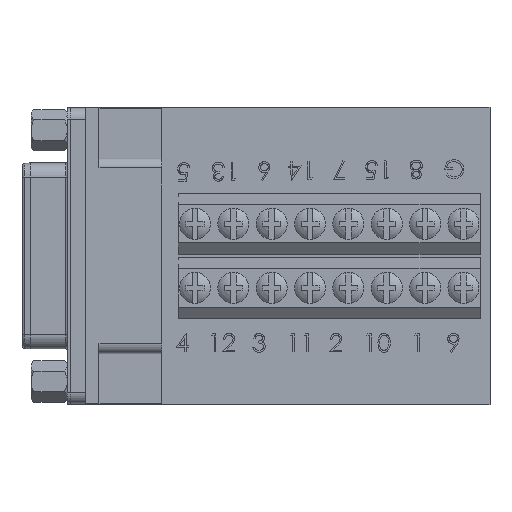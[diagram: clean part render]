
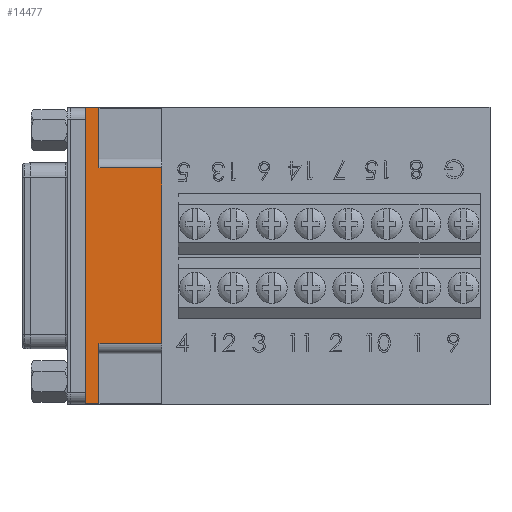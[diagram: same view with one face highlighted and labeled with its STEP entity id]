
A CAD part, top view. The second image highlights one B-rep face of the part: STEP entity #14477.
In plain terms, the highlighted face is planar.
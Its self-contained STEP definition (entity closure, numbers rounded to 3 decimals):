
#260 = DIRECTION ( 'NONE',  ( -1., 0., 0. ) ) ;
#411 = DIRECTION ( 'NONE',  ( 0., 0., -1. ) ) ;
#1165 = ORIENTED_EDGE ( 'NONE', *, *, #17569, .T. ) ;
#1268 = CARTESIAN_POINT ( 'NONE',  ( 0.1, 10.5, -19.6 ) ) ;
#1477 = ORIENTED_EDGE ( 'NONE', *, *, #16353, .T. ) ;
#1531 = CARTESIAN_POINT ( 'NONE',  ( 0.1, 10.5, 19.6 ) ) ;
#2170 = LINE ( 'NONE', #34984, #37529 ) ;
#2768 = LINE ( 'NONE', #20077, #16784 ) ;
#2835 = CARTESIAN_POINT ( 'NONE',  ( 1.9, 10.5, -11.65 ) ) ;
#3228 = CARTESIAN_POINT ( 'NONE',  ( 0.1, 10.5, 19.6 ) ) ;
#3436 = LINE ( 'NONE', #32603, #11792 ) ;
#4083 = EDGE_CURVE ( 'NONE', #21351, #41189, #33475, .T. ) ;
#4172 = ORIENTED_EDGE ( 'NONE', *, *, #27942, .T. ) ;
#6436 = DIRECTION ( 'NONE',  ( -1., 0., 0. ) ) ;
#6598 = CARTESIAN_POINT ( 'NONE',  ( 1.9, 10.5, 11.65 ) ) ;
#7748 = EDGE_CURVE ( 'NONE', #38581, #24743, #33416, .T. ) ;
#8184 = VERTEX_POINT ( 'NONE', #12178 ) ;
#9337 = VECTOR ( 'NONE', #24936, 1000. ) ;
#10210 = EDGE_CURVE ( 'NONE', #14654, #24743, #11697, .T. ) ;
#11308 = CARTESIAN_POINT ( 'NONE',  ( 1.9, 10.5, 19.6 ) ) ;
#11697 = LINE ( 'NONE', #24898, #11855 ) ;
#11792 = VECTOR ( 'NONE', #6436, 1000. ) ;
#11855 = VECTOR ( 'NONE', #38009, 1000. ) ;
#12178 = CARTESIAN_POINT ( 'NONE',  ( 1.9, 10.5, 19.6 ) ) ;
#13337 = ORIENTED_EDGE ( 'NONE', *, *, #4083, .T. ) ;
#14477 = ADVANCED_FACE ( 'NONE', ( #31116 ), #27034, .F. ) ;
#14654 = VERTEX_POINT ( 'NONE', #23125 ) ;
#16237 = VECTOR ( 'NONE', #260, 1000. ) ;
#16353 = EDGE_CURVE ( 'NONE', #14654, #41771, #3436, .T. ) ;
#16784 = VECTOR ( 'NONE', #411, 1000. ) ;
#17058 = DIRECTION ( 'NONE',  ( 1., 0., 0. ) ) ;
#17569 = EDGE_CURVE ( 'NONE', #8184, #38581, #18676, .T. ) ;
#18527 = CARTESIAN_POINT ( 'NONE',  ( 1.9, 10.5, 19.6 ) ) ;
#18676 = LINE ( 'NONE', #11308, #9337 ) ;
#18853 = DIRECTION ( 'NONE',  ( -1., 0., 0. ) ) ;
#19709 = CARTESIAN_POINT ( 'NONE',  ( 0.1, 10.5, -19.6 ) ) ;
#20077 = CARTESIAN_POINT ( 'NONE',  ( 0.1, 10.5, 19.6 ) ) ;
#21351 = VERTEX_POINT ( 'NONE', #21808 ) ;
#21426 = EDGE_CURVE ( 'NONE', #23657, #41189, #2768, .T. ) ;
#21808 = CARTESIAN_POINT ( 'NONE',  ( 1.9, 10.5, -19.6 ) ) ;
#23125 = CARTESIAN_POINT ( 'NONE',  ( 10.2, 10.5, -11.65 ) ) ;
#23657 = VERTEX_POINT ( 'NONE', #3228 ) ;
#24230 = DIRECTION ( 'NONE',  ( 0., -1., 0. ) ) ;
#24233 = ORIENTED_EDGE ( 'NONE', *, *, #21426, .F. ) ;
#24700 = ORIENTED_EDGE ( 'NONE', *, *, #10210, .F. ) ;
#24743 = VERTEX_POINT ( 'NONE', #31079 ) ;
#24898 = CARTESIAN_POINT ( 'NONE',  ( 10.2, 10.5, 12.95 ) ) ;
#24936 = DIRECTION ( 'NONE',  ( 0., 0., -1. ) ) ;
#25470 = ORIENTED_EDGE ( 'NONE', *, *, #7748, .T. ) ;
#27034 = PLANE ( 'NONE',  #33893 ) ;
#27890 = DIRECTION ( 'NONE',  ( 0., 0., -1. ) ) ;
#27942 = EDGE_CURVE ( 'NONE', #41771, #21351, #37475, .T. ) ;
#31079 = CARTESIAN_POINT ( 'NONE',  ( 10.2, 10.5, 11.65 ) ) ;
#31116 = FACE_OUTER_BOUND ( 'NONE', #33409, .T. ) ;
#32603 = CARTESIAN_POINT ( 'NONE',  ( 0.1, 10.5, -11.65 ) ) ;
#33409 = EDGE_LOOP ( 'NONE', ( #24700, #1477, #4172, #13337, #24233, #36273, #1165, #25470 ) ) ;
#33416 = LINE ( 'NONE', #33835, #39860 ) ;
#33475 = LINE ( 'NONE', #19709, #16237 ) ;
#33835 = CARTESIAN_POINT ( 'NONE',  ( 0.1, 10.5, 11.65 ) ) ;
#33893 = AXIS2_PLACEMENT_3D ( 'NONE', #1531, #24230, #27890 ) ;
#34984 = CARTESIAN_POINT ( 'NONE',  ( 0.1, 10.5, 19.6 ) ) ;
#36273 = ORIENTED_EDGE ( 'NONE', *, *, #39543, .F. ) ;
#37475 = LINE ( 'NONE', #18527, #42081 ) ;
#37529 = VECTOR ( 'NONE', #18853, 1000. ) ;
#38009 = DIRECTION ( 'NONE',  ( 0., 0., 1. ) ) ;
#38581 = VERTEX_POINT ( 'NONE', #6598 ) ;
#39543 = EDGE_CURVE ( 'NONE', #8184, #23657, #2170, .T. ) ;
#39860 = VECTOR ( 'NONE', #17058, 1000. ) ;
#41189 = VERTEX_POINT ( 'NONE', #1268 ) ;
#41525 = DIRECTION ( 'NONE',  ( 0., 0., -1. ) ) ;
#41771 = VERTEX_POINT ( 'NONE', #2835 ) ;
#42081 = VECTOR ( 'NONE', #41525, 1000. ) ;
